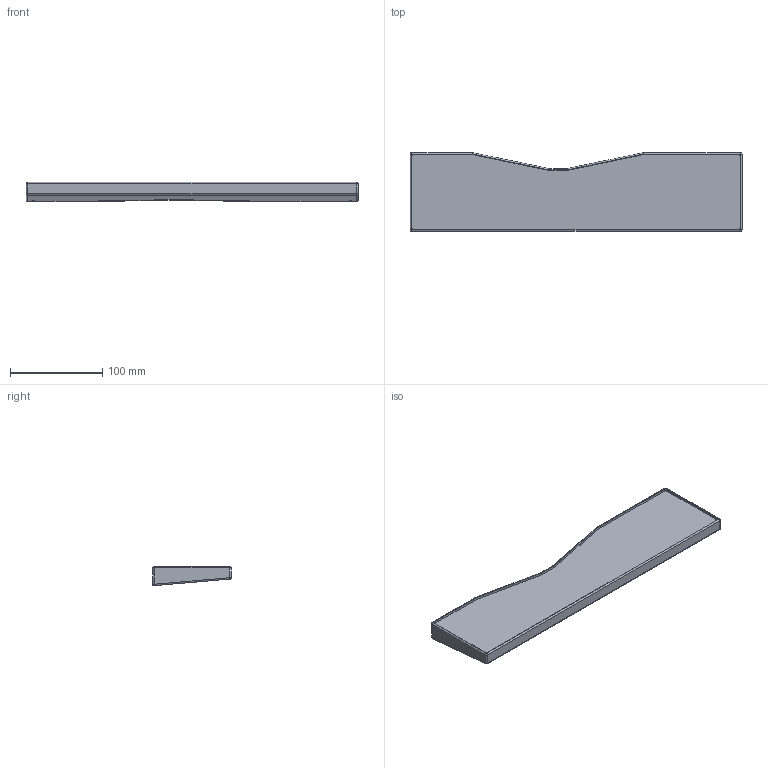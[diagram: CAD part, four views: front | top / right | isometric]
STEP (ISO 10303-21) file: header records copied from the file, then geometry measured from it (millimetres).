
FILE_DESCRIPTION( ( '' ), ' ' );
FILE_NAME( '5ebcf7f5910f261575579e11.step', '2020-05-14T07:49:09', ( '' ), ( '' ), ' ', ' ', ' ' );
FILE_SCHEMA( ( 'AUTOMOTIVE_DESIGN { 1 0 10303 214 1 1 1 1 }' ) );
Length unit declared in the file: metre
Products named in the file (1): Wrist Rest - Body
Bounding box: 359 x 85 x 20.92 mm (x, y, z)
Volume: 397643.8 mm3; surface area: 74960.2 mm2
Topology: 1 solids, 1 shells, 88 faces, 223 edges, 135 vertices
Faces by surface type: cylinder 38, plane 28, bspline 10, cone 4, sphere 4, extrusion 2, torus 2
Full cylindrical faces by diameter (mm): 2.05 x4
Entity records: 3607 total; most frequent: CARTESIAN_POINT 863, DIRECTION 433, ORIENTED_EDGE 406, EDGE_CURVE 203, AXIS2_PLACEMENT_3D 161, VERTEX_POINT 131, VECTOR 111, LINE 109
